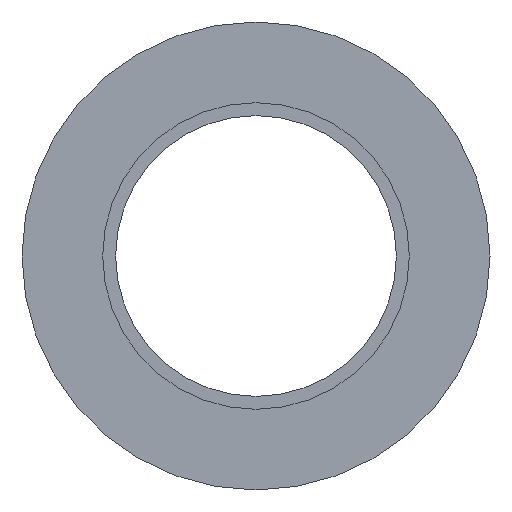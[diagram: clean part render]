
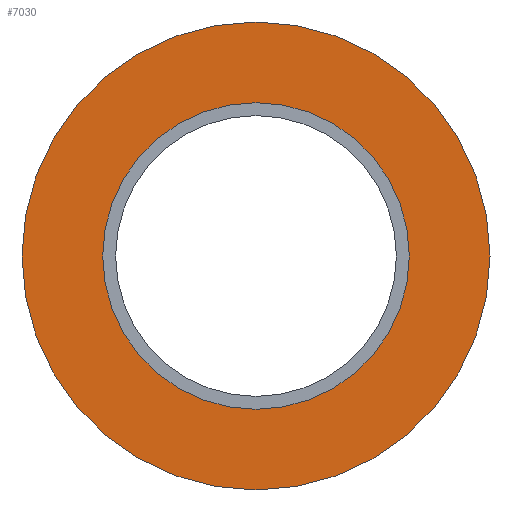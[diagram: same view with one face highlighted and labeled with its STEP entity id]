
A CAD part, front view. The second image highlights one B-rep face of the part: STEP entity #7030.
In plain terms, the highlighted face is planar.
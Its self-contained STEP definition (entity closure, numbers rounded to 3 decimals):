
#13 = DIRECTION ( 'NONE',  ( -1., 0., 0. ) ) ;
#338 = CARTESIAN_POINT ( 'NONE',  ( 0., 0., -20. ) ) ;
#1688 = VERTEX_POINT ( 'NONE', #338 ) ;
#1838 = DIRECTION ( 'NONE',  ( 1., 0., 0. ) ) ;
#1839 = FACE_BOUND ( 'NONE', #3888, .T. ) ;
#2268 = CARTESIAN_POINT ( 'NONE',  ( 0., 20., 0. ) ) ;
#2399 = PLANE ( 'NONE',  #4250 ) ;
#2626 = CARTESIAN_POINT ( 'NONE',  ( 0., 0., 0. ) ) ;
#3661 = DIRECTION ( 'NONE',  ( -1., 0., 0. ) ) ;
#3888 = EDGE_LOOP ( 'NONE', ( #4719 ) ) ;
#4250 = AXIS2_PLACEMENT_3D ( 'NONE', #2268, #3661, #13096 ) ;
#4719 = ORIENTED_EDGE ( 'NONE', *, *, #5623, .T. ) ;
#5348 = EDGE_LOOP ( 'NONE', ( #6435 ) ) ;
#5623 = EDGE_CURVE ( 'NONE', #10652, #10652, #17569, .T. ) ;
#6435 = ORIENTED_EDGE ( 'NONE', *, *, #14133, .T. ) ;
#7030 = ADVANCED_FACE ( 'NONE', ( #1839, #9288 ), #2399, .T. ) ;
#9288 = FACE_OUTER_BOUND ( 'NONE', #5348, .T. ) ;
#9892 = CARTESIAN_POINT ( 'NONE',  ( 0., 0., 0. ) ) ;
#10652 = VERTEX_POINT ( 'NONE', #10823 ) ;
#10823 = CARTESIAN_POINT ( 'NONE',  ( 0., 0., -13.1 ) ) ;
#11813 = CIRCLE ( 'NONE', #17350, 20. ) ;
#13096 = DIRECTION ( 'NONE',  ( 0., 0., 1. ) ) ;
#13645 = DIRECTION ( 'NONE',  ( 0., 0., -1. ) ) ;
#14133 = EDGE_CURVE ( 'NONE', #1688, #1688, #11813, .T. ) ;
#15352 = DIRECTION ( 'NONE',  ( 0., 0., -1. ) ) ;
#15595 = AXIS2_PLACEMENT_3D ( 'NONE', #9892, #1838, #15352 ) ;
#17350 = AXIS2_PLACEMENT_3D ( 'NONE', #2626, #13, #13645 ) ;
#17569 = CIRCLE ( 'NONE', #15595, 13.1 ) ;
